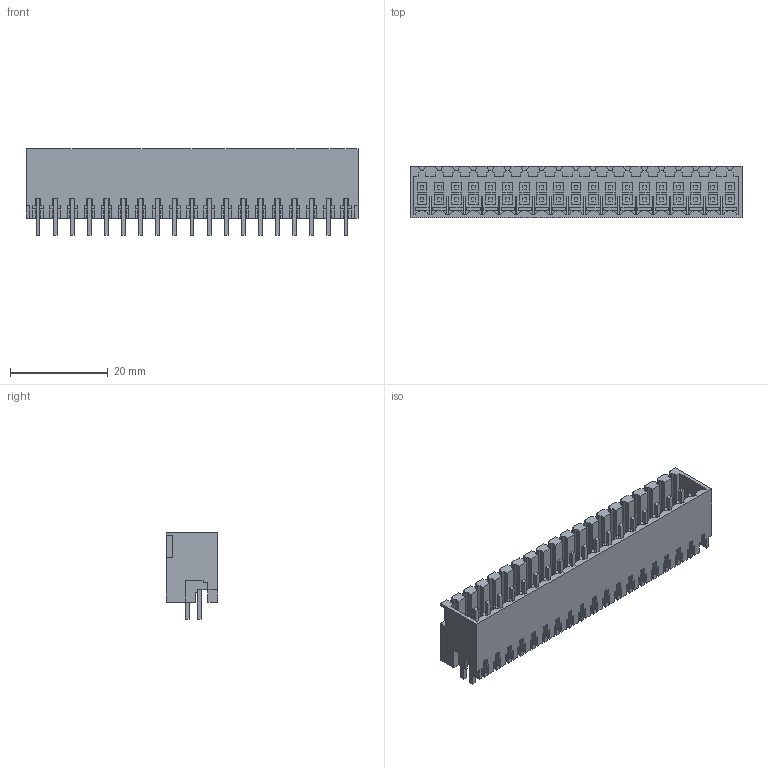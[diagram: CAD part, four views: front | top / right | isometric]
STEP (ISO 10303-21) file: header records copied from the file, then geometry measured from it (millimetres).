
FILE_DESCRIPTION(('CATIA V5 STEP Exchange','CAx-IF Rec.Pracs.--- Model Styling and Organization---1.4--- 2014-01-23'),'2;1');
FILE_NAME ('D1494402_0_2559270000_2559270000.stp','2021-07-23T06:11:15+00:00',('none'),('Weidmueller'),'CATIA Version 5-6 Release 2016 SP3 HF44','CATIA V5 STEP AP214','none');
FILE_SCHEMA(('AUTOMOTIVE_DESIGN { 1 0 10303 214 1 1 1 1 }'));
Length unit declared in the file: millimetre
Products named in the file (1): 2559270000
Bounding box: 67.9 x 10.5 x 17.7 mm (x, y, z)
Volume: 4578.6 mm3; surface area: 10413.5 mm2
Topology: 39 solids, 39 shells, 1578 faces, 4194 edges, 2788 vertices
Faces by surface type: plane 1540, cylinder 38
Entity records: 43141 total; most frequent: ORIENTED_EDGE 8388, CARTESIAN_POINT 7610, DIRECTION 5448, EDGE_CURVE 4194, VECTOR 4118, LINE 4118, VERTEX_POINT 2788, EDGE_LOOP 1672
